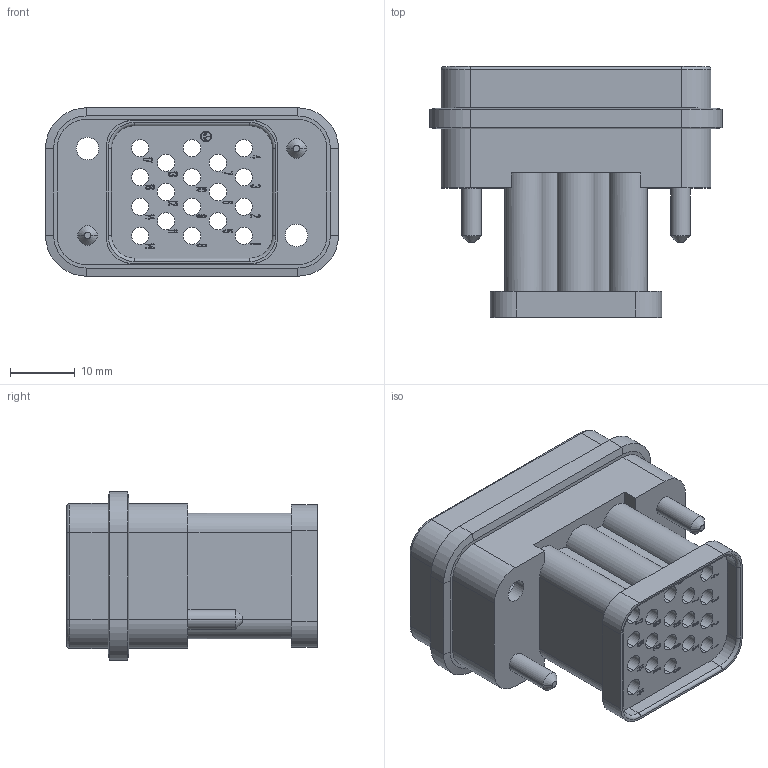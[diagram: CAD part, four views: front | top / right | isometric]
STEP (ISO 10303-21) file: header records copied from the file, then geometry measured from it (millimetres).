
FILE_DESCRIPTION((''),'2;1');
FILE_NAME('HQ-017-M','2017-09-15T',('tl.yang'),(''),'PRO/ENGINEER BY PARAMETRIC TECHNOLOGY CORPORATION, 2011500','PRO/ENGINEER BY PARAMETRIC TECHNOLOGY CORPORATION, 2011500','');
FILE_SCHEMA(('CONFIG_CONTROL_DESIGN'));
Length unit declared in the file: millimetre
Products named in the file (1): HQ-017-M
Bounding box: 45.15 x 38.65 x 25.95 mm (x, y, z)
Volume: 12148.6 mm3; surface area: 14336.2 mm2
Topology: 1 solids, 2 shells, 1594 faces, 4474 edges, 2976 vertices
Faces by surface type: plane 1336, cylinder 188, cone 58, torus 12
Entity records: 50900 total; most frequent: CARTESIAN_POINT 9196, ORIENTED_EDGE 8948, DIRECTION 8096, EDGE_CURVE 4474, VECTOR 3960, LINE 3960, VERTEX_POINT 2976, AXIS2_PLACEMENT_3D 2068
